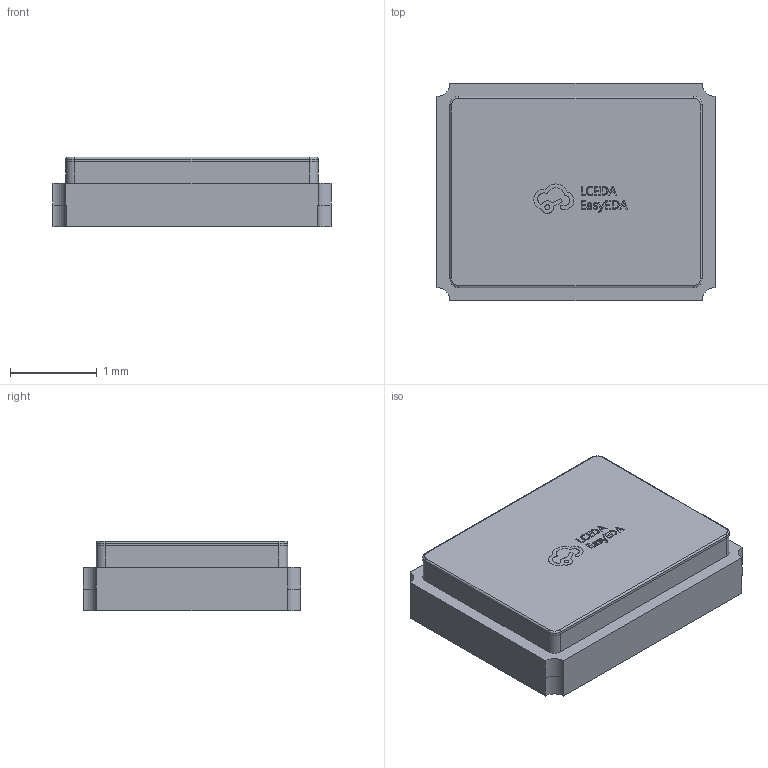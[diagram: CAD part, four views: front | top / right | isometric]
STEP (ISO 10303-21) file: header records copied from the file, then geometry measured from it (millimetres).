
FILE_DESCRIPTION (( 'STEP AP214' ), '1' );
FILE_NAME ('OSC-SMD_4P-L3.2-W2.5-H0.8-TL_TXC.step', '2022-07-07T03:21:19', ( '' ), ( '' ), 'SwSTEP 2.0', 'SolidWorks 2020', '' );
FILE_SCHEMA (( 'AUTOMOTIVE_DESIGN' ));
Length unit declared in the file: millimetre
Products named in the file (1): OSC-SMD_4P-L3.2-W2.5-H0.8-TL_TXC
Bounding box: 3.2 x 2.5 x 0.8 mm (x, y, z)
Volume: 5.9 mm3; surface area: 49.9 mm2
Topology: 3 solids, 3 shells, 358 faces, 970 edges, 644 vertices
Faces by surface type: plane 222, bspline 112, cylinder 20, torus 4
Entity records: 16356 total; most frequent: CARTESIAN_POINT 4077, ORIENTED_EDGE 1940, DIRECTION 1280, EDGE_CURVE 970, VECTOR 698, LINE 698, VERTEX_POINT 644, EDGE_LOOP 384
